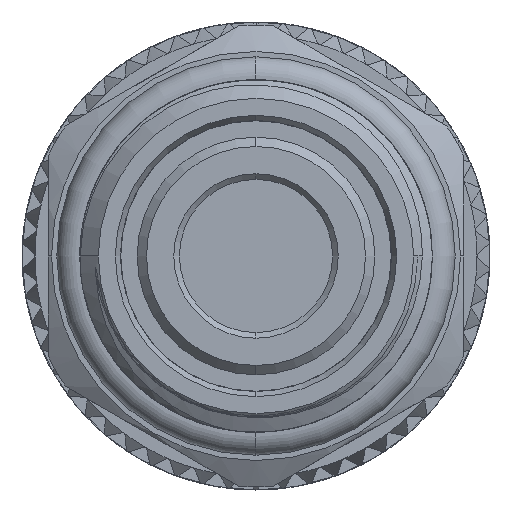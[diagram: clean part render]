
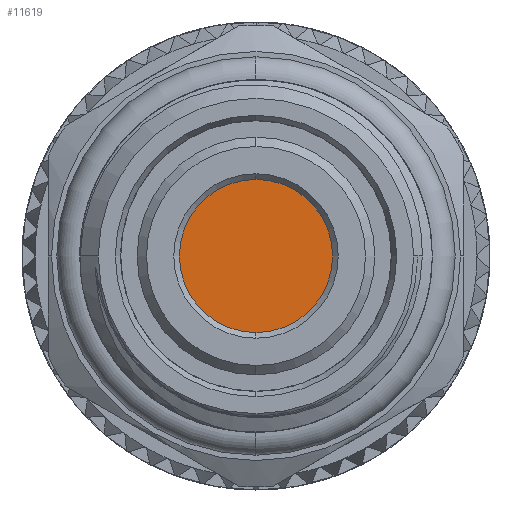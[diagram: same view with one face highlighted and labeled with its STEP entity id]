
A CAD part, left-side view. The second image highlights one B-rep face of the part: STEP entity #11619.
In plain terms, the highlighted planar face has unit normal (-1, 0, 0).
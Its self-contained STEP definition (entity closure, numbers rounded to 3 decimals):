
#1081 = CIRCLE ( 'NONE', #33405, 4.09 ) ;
#1452 = EDGE_CURVE ( 'NONE', #32213, #15241, #9482, .T. ) ;
#4120 = ORIENTED_EDGE ( 'NONE', *, *, #18553, .F. ) ;
#5997 = AXIS2_PLACEMENT_3D ( 'NONE', #31344, #18554, #21276 ) ;
#7006 = DIRECTION ( 'NONE',  ( 1., 0., 0. ) ) ;
#8470 = DIRECTION ( 'NONE',  ( 0., 0., -1. ) ) ;
#9482 = CIRCLE ( 'NONE', #5997, 4.09 ) ;
#11619 = ADVANCED_FACE ( 'NONE', ( #14615 ), #27601, .F. ) ;
#14615 = FACE_OUTER_BOUND ( 'NONE', #32548, .T. ) ;
#15241 = VERTEX_POINT ( 'NONE', #27980 ) ;
#15912 = CARTESIAN_POINT ( 'NONE',  ( 1.34, 0., 0. ) ) ;
#17352 = ORIENTED_EDGE ( 'NONE', *, *, #1452, .F. ) ;
#18553 = EDGE_CURVE ( 'NONE', #15241, #32213, #1081, .T. ) ;
#18554 = DIRECTION ( 'NONE',  ( 1., 0., 0. ) ) ;
#18732 = DIRECTION ( 'NONE',  ( 1., 0., 0. ) ) ;
#19637 = CARTESIAN_POINT ( 'NONE',  ( 1.34, 0., 0. ) ) ;
#21276 = DIRECTION ( 'NONE',  ( 0., 0., -1. ) ) ;
#27499 = DIRECTION ( 'NONE',  ( 0., 0., -1. ) ) ;
#27601 = PLANE ( 'NONE',  #28102 ) ;
#27980 = CARTESIAN_POINT ( 'NONE',  ( 1.34, 0., 4.09 ) ) ;
#28102 = AXIS2_PLACEMENT_3D ( 'NONE', #19637, #7006, #27499 ) ;
#31344 = CARTESIAN_POINT ( 'NONE',  ( 1.34, 0., 0. ) ) ;
#31873 = CARTESIAN_POINT ( 'NONE',  ( 1.34, 0., -4.09 ) ) ;
#32213 = VERTEX_POINT ( 'NONE', #31873 ) ;
#32548 = EDGE_LOOP ( 'NONE', ( #4120, #17352 ) ) ;
#33405 = AXIS2_PLACEMENT_3D ( 'NONE', #15912, #18732, #8470 ) ;
